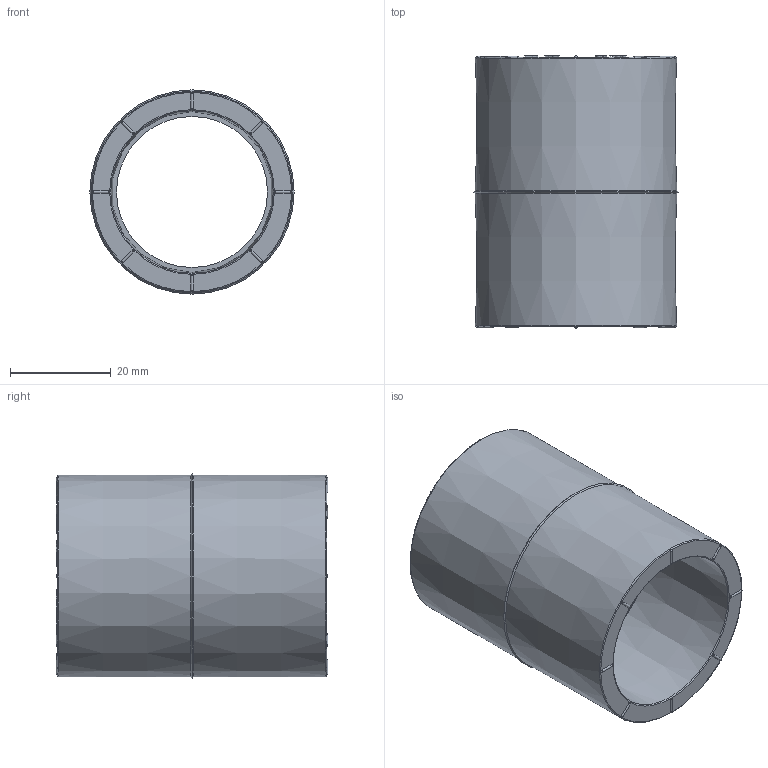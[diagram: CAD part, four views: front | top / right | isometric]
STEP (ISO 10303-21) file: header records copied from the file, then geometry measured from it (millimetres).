
FILE_DESCRIPTION(/* description */ (''),/* implementation_level */ '2;1');
FILE_NAME(/* name */ '32套管.stp',/* time_stamp */ '2024-07-13T09:31:20+08:00',/* author */ (''),/* organization */ (''),/* preprocessor_version */ 'ST-DEVELOPER v16',/* originating_system */ 'SIEMENS PLM Software NX 10.0',/* authorisation */ '');
FILE_SCHEMA (('AUTOMOTIVE_DESIGN { 1 0 10303 214 3 1 1 1 }'));
Length unit declared in the file: millimetre
Products named in the file (1): gelv12E0D7B8jcmo
Bounding box: 40.61 x 54 x 40.61 mm (x, y, z)
Volume: 24987.5 mm3; surface area: 13188 mm2
Topology: 1 solids, 1 shells, 1087 faces, 3135 edges, 2055 vertices
Faces by surface type: plane 1016, sphere 32, cylinder 23, cone 6, extrusion 6, torus 4
Full cylindrical faces by diameter (mm): 1.5 x1, 1.9 x1, 30 x1
Entity records: 39453 total; most frequent: CARTESIAN_POINT 14821, ORIENTED_EDGE 6176, DIRECTION 3483, EDGE_CURVE 3088, VERTEX_POINT 2053, B_SPLINE_CURVE_WITH_KNOTS 1932, AXIS2_PLACEMENT_3D 1233, EDGE_LOOP 1139
